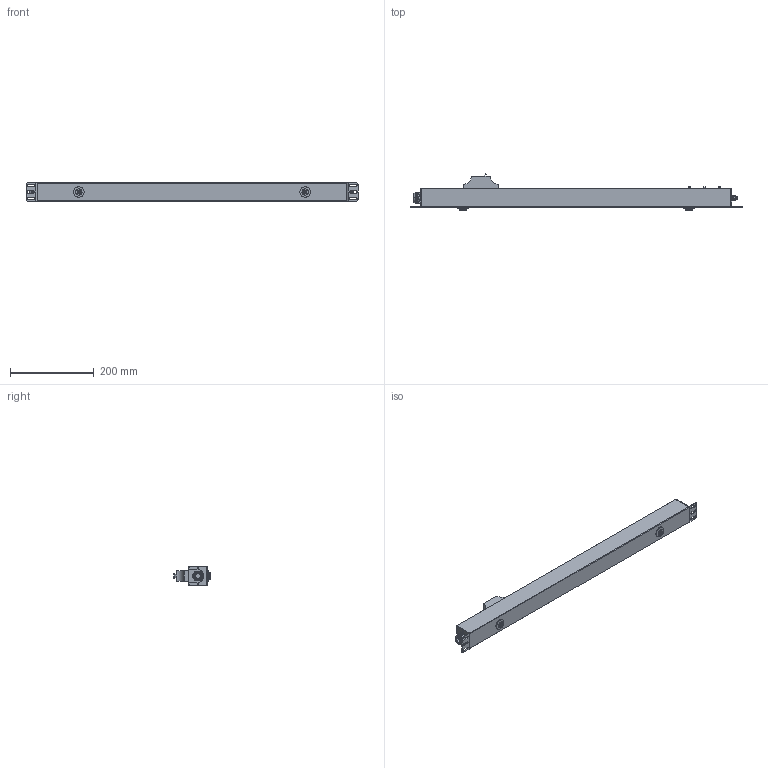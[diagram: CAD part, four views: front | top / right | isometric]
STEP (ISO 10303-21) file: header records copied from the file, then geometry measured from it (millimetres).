
FILE_DESCRIPTION((''),'2;1');
FILE_NAME('9-BS-PV12-09D-03C13-11_ASM','2023-01-29T',('ROG TT'),(''),'PRO/ENGINEER BY PARAMETRIC TECHNOLOGY CORPORATION, 2001280','PRO/ENGINEER BY PARAMETRIC TECHNOLOGY CORPORATION, 2001280','');
FILE_SCHEMA(('CONFIG_CONTROL_DESIGN'));
Length unit declared in the file: millimetre
Products named in the file (7): 9-BS-PV12-09D-03C13-11; PG11_1U_GUAER; M6_LUOMAO; GER_E; PG11_SUOTOU1; GUOER_HULU; 9-BS-PV12-09D-03C13-11_ASM
Assembly tree (17 placements, depth 2):
  9-BS-PV12-09D-03C13-11_ASM
    9-BS-PV12-09D-03C13-11
    PG11_1U_GUAER  x2
    M6_LUOMAO  x2
    GER_E  x9
    PG11_SUOTOU1
    GUOER_HULU  x2
Bounding box: 794 x 86.3 x 44.8 mm (x, y, z)
Volume: 1322087.3 mm3; surface area: 213151.4 mm2
Topology: 17 solids, 17 shells, 1331 faces, 3424 edges, 2196 vertices
Faces by surface type: plane 698, cylinder 408, bspline 131, cone 54, torus 40
Entity records: 32691 total; most frequent: CARTESIAN_POINT 10663, ORIENTED_EDGE 4636, DIRECTION 4402, EDGE_CURVE 2318, VECTOR 1536, LINE 1536, VERTEX_POINT 1526, AXIS2_PLACEMENT_3D 1433
